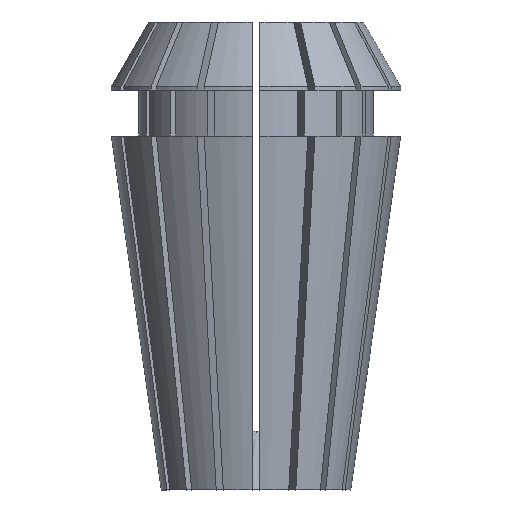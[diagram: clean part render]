
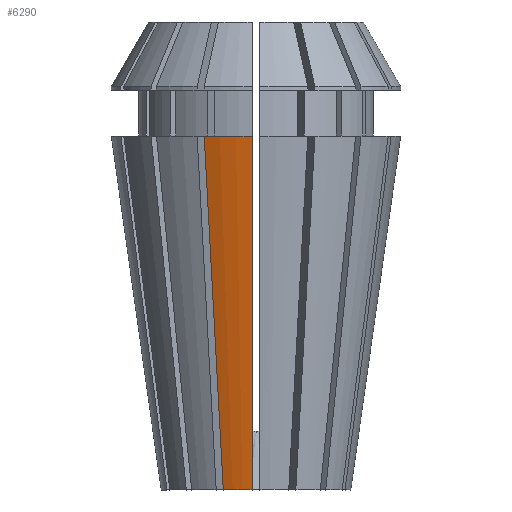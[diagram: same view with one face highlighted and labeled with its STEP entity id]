
A CAD part, left-side view. The second image highlights one B-rep face of the part: STEP entity #6290.
In plain terms, the highlighted conical face has half-angle 8 degrees and reference radius 5.577 mm.
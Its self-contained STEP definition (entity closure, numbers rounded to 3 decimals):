
#20 = DIRECTION ( 'NONE',  ( -1., 0., 0. ) ) ;
#333 = CARTESIAN_POINT ( 'NONE',  ( -5.573, 0.225, 0. ) ) ;
#410 = CIRCLE ( 'NONE', #6563, 5.577 ) ;
#476 = VERTEX_POINT ( 'NONE', #333 ) ;
#506 = FACE_OUTER_BOUND ( 'NONE', #4363, .T. ) ;
#697 = CARTESIAN_POINT ( 'NONE',  ( -5.704, 0.225, 0.936 ) ) ;
#1409 = ORIENTED_EDGE ( 'NONE', *, *, #3249, .T. ) ;
#1410 = AXIS2_PLACEMENT_3D ( 'NONE', #6575, #5994, #6520 ) ;
#1509 = CARTESIAN_POINT ( 'NONE',  ( -5.234, 1.925, 0. ) ) ;
#1671 = EDGE_CURVE ( 'NONE', #476, #5610, #410, .T. ) ;
#1732 = CARTESIAN_POINT ( 'NONE',  ( -5.638, 0.225, 0.468 ) ) ;
#1829 = CARTESIAN_POINT ( 'NONE',  ( -8.497, 0.225, 20.8 ) ) ;
#2447 = CARTESIAN_POINT ( 'NONE',  ( -7.182, 0.225, 11.443 ) ) ;
#2685 = DIRECTION ( 'NONE',  ( 0., 0., -1. ) ) ;
#2843 = CARTESIAN_POINT ( 'NONE',  ( -5.77, 0.225, 1.404 ) ) ;
#2901 = ORIENTED_EDGE ( 'NONE', *, *, #3932, .T. ) ;
#2933 = CARTESIAN_POINT ( 'NONE',  ( -7.937, 3.044, 20.8 ) ) ;
#3080 = CARTESIAN_POINT ( 'NONE',  ( -7.937, 3.044, 20.8 ) ) ;
#3092 = CARTESIAN_POINT ( 'NONE',  ( -6.017, 2.249, 6.022 ) ) ;
#3249 = EDGE_CURVE ( 'NONE', #5885, #5610, #6511, .T. ) ;
#3328 = AXIS2_PLACEMENT_3D ( 'NONE', #3370, #6087, #5563 ) ;
#3340 = CARTESIAN_POINT ( 'NONE',  ( -6.241, 0.225, 4.751 ) ) ;
#3370 = CARTESIAN_POINT ( 'NONE',  ( 0., 0., 0. ) ) ;
#3409 = CARTESIAN_POINT ( 'NONE',  ( -8.497, 0.225, 20.8 ) ) ;
#3616 = CARTESIAN_POINT ( 'NONE',  ( -5.756, 2.141, 4.015 ) ) ;
#3932 = EDGE_CURVE ( 'NONE', #5543, #5885, #5171, .T. ) ;
#3987 = CARTESIAN_POINT ( 'NONE',  ( -8.059, 0.225, 17.681 ) ) ;
#4030 = CARTESIAN_POINT ( 'NONE',  ( -6.711, 0.225, 8.097 ) ) ;
#4156 = CARTESIAN_POINT ( 'NONE',  ( -5.234, 1.925, 0. ) ) ;
#4190 = ORIENTED_EDGE ( 'NONE', *, *, #6082, .T. ) ;
#4363 = EDGE_LOOP ( 'NONE', ( #2901, #1409, #4812, #4190 ) ) ;
#4544 = CARTESIAN_POINT ( 'NONE',  ( -7.62, 0.225, 14.562 ) ) ;
#4601 = B_SPLINE_CURVE_WITH_KNOTS ( 'NONE', 3,
 ( #5415, #1732, #697, #2843, #3340, #4030, #2447, #4544, #3987, #3409 ),
 .UNSPECIFIED., .F., .F.,
 ( 4, 3, 3, 4 ),
 ( 0.009, 0.01, 0.02, 0.03 ),
 .UNSPECIFIED. ) ;
#4616 = CARTESIAN_POINT ( 'NONE',  ( -7.297, 2.779, 15.874 ) ) ;
#4812 = ORIENTED_EDGE ( 'NONE', *, *, #1671, .F. ) ;
#5171 = CIRCLE ( 'NONE', #1410, 8.5 ) ;
#5392 = CONICAL_SURFACE ( 'NONE', #3328, 5.577, 0.14 ) ;
#5415 = CARTESIAN_POINT ( 'NONE',  ( -5.573, 0.225, 0. ) ) ;
#5543 = VERTEX_POINT ( 'NONE', #1829 ) ;
#5563 = DIRECTION ( 'NONE',  ( 1., 0., 0. ) ) ;
#5610 = VERTEX_POINT ( 'NONE', #4156 ) ;
#5885 = VERTEX_POINT ( 'NONE', #3080 ) ;
#5994 = DIRECTION ( 'NONE',  ( 0., 0., -1. ) ) ;
#6082 = EDGE_CURVE ( 'NONE', #476, #5543, #4601, .T. ) ;
#6087 = DIRECTION ( 'NONE',  ( 0., 0., 1. ) ) ;
#6290 = ADVANCED_FACE ( 'NONE', ( #506 ), #5392, .T. ) ;
#6393 = CARTESIAN_POINT ( 'NONE',  ( 0., 0., 0. ) ) ;
#6511 = B_SPLINE_CURVE_WITH_KNOTS ( 'NONE', 3,
 ( #2933, #4616, #6642, #3092, #3616, #6792, #1509 ),
 .UNSPECIFIED., .F., .F.,
 ( 4, 3, 4 ),
 ( 0., 0.015, 0.021 ),
 .UNSPECIFIED. ) ;
#6520 = DIRECTION ( 'NONE',  ( -1., 0., 0. ) ) ;
#6563 = AXIS2_PLACEMENT_3D ( 'NONE', #6393, #2685, #20 ) ;
#6575 = CARTESIAN_POINT ( 'NONE',  ( 0., 0., 20.8 ) ) ;
#6642 = CARTESIAN_POINT ( 'NONE',  ( -6.657, 2.514, 10.948 ) ) ;
#6792 = CARTESIAN_POINT ( 'NONE',  ( -5.495, 2.033, 2.007 ) ) ;
